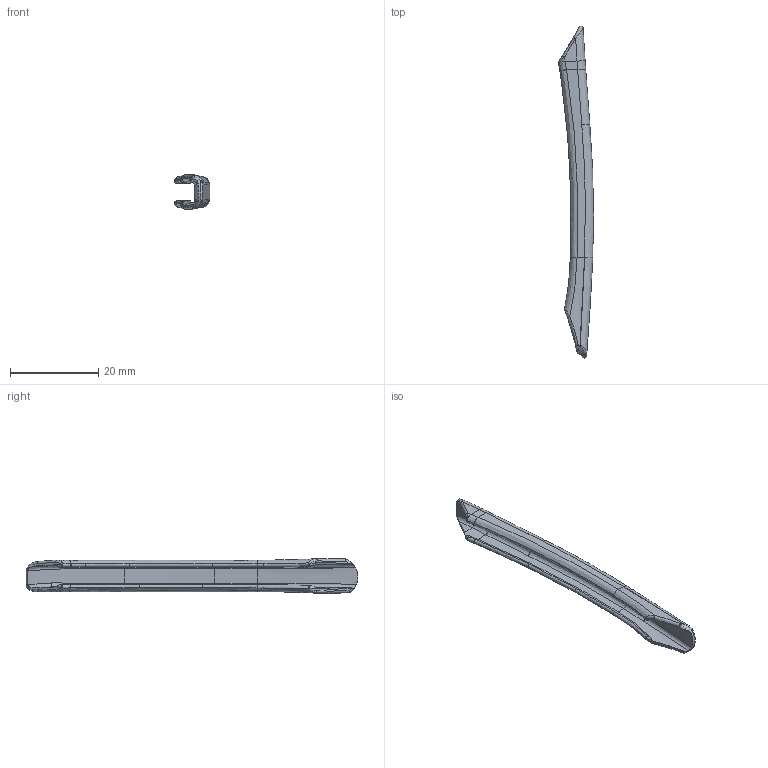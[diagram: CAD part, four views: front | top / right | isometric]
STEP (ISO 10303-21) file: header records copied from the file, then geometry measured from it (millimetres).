
FILE_DESCRIPTION(('CATIA V5 STEP Exchange'),'2;1');
FILE_NAME('FUN''IKI_MDK_ver_0.7\Temple_Cover_L_Sample.stp','2015-04-11T19:01:23+00:00',('none'),('none'),'CATIA Version 5 Release 21 GA (IN-10)','CATIA V5 STEP AP203','none');
FILE_SCHEMA(('CONFIG_CONTROL_DESIGN'));
Length unit declared in the file: millimetre
Products named in the file (1): FUN'IKI_MDK_ver_0.7
Bounding box: 7.94 x 75.07 x 7.8 mm (x, y, z)
Volume: 1011.9 mm3; surface area: 2218.8 mm2
Topology: 1 solids, 1 shells, 138 faces, 368 edges, 218 vertices
Faces by surface type: bspline 137, plane 1
Entity records: 11988 total; most frequent: CARTESIAN_POINT 9777, ORIENTED_EDGE 708, EDGE_CURVE 354, B_SPLINE_CURVE_WITH_KNOTS 342, VERTEX_POINT 218, ADVANCED_FACE 138, EDGE_LOOP 138, FACE_OUTER_BOUND 138
